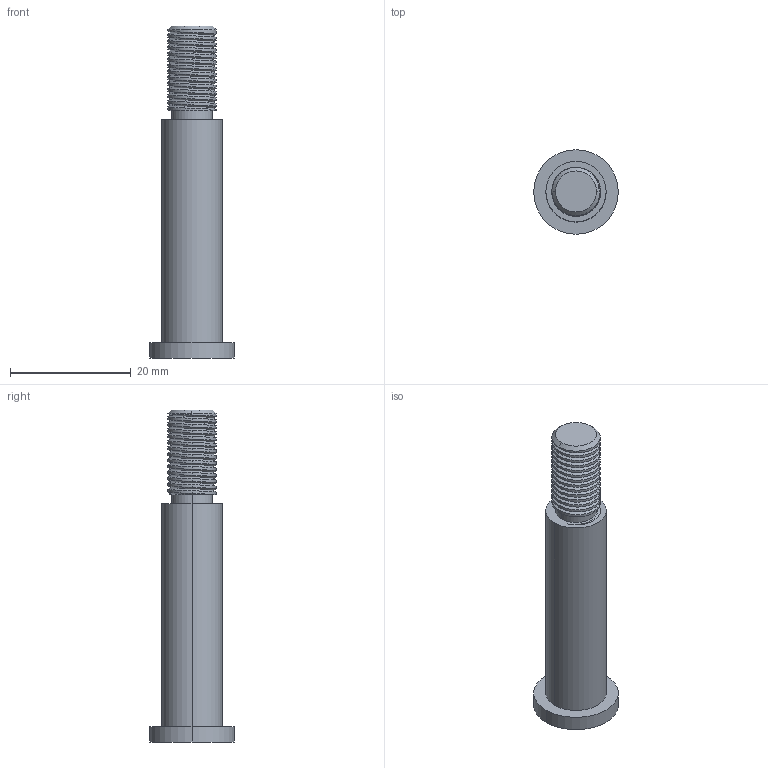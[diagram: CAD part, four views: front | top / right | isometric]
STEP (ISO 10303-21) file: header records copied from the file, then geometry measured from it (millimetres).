
FILE_DESCRIPTION((''),'2;1');
FILE_NAME('5-17','2022-01-09T15:24:13',('Y'),('FoxCAVITY'),'CREO PARAMETRIC BY PTC INC, 2020454','CREO PARAMETRIC BY PTC INC, 2020454','');
FILE_SCHEMA(('CONFIG_CONTROL_DESIGN'));
Length unit declared in the file: millimetre
Products named in the file (1): 5-17
Bounding box: 14 x 14 x 55 mm (x, y, z)
Volume: 4000.9 mm3; surface area: 2148.1 mm2
Topology: 1 solids, 1 shells, 53 faces, 136 edges, 89 vertices
Faces by surface type: cylinder 33, bspline 11, plane 7, cone 2
Entity records: 3961 total; most frequent: CARTESIAN_POINT 2789, ORIENTED_EDGE 272, DIRECTION 166, EDGE_CURVE 136, VERTEX_POINT 89, B_SPLINE_CURVE_WITH_KNOTS 71, AXIS2_PLACEMENT_3D 59, EDGE_LOOP 57
